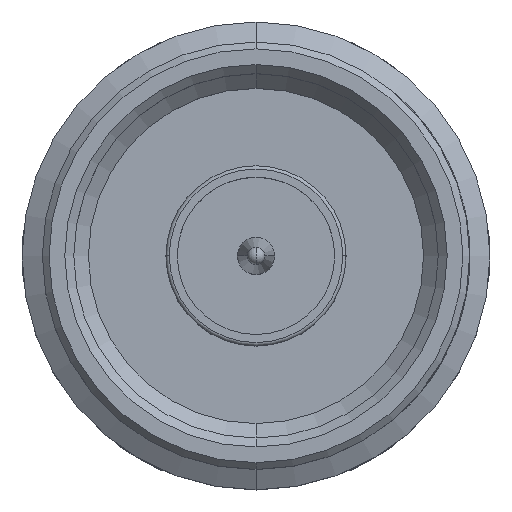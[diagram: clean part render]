
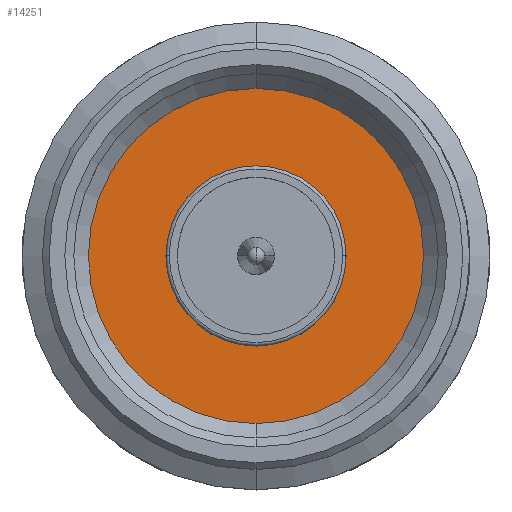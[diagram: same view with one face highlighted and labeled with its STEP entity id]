
A CAD part, top view. The second image highlights one B-rep face of the part: STEP entity #14251.
In plain terms, the highlighted planar face has unit normal (0, 0, 1).
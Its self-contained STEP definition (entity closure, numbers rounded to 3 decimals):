
#240 = CIRCLE ( 'NONE', #8922, 7.45 ) ;
#546 = ORIENTED_EDGE ( 'NONE', *, *, #6392, .T. ) ;
#2127 = EDGE_LOOP ( 'NONE', ( #9742, #5719 ) ) ;
#2555 = CARTESIAN_POINT ( 'NONE',  ( 0., 0., -4.795 ) ) ;
#2744 = DIRECTION ( 'NONE',  ( 0., 0., 1. ) ) ;
#2910 = CARTESIAN_POINT ( 'NONE',  ( 0., 7.45, -4.795 ) ) ;
#3510 = DIRECTION ( 'NONE',  ( 0., 0., -1. ) ) ;
#3687 = DIRECTION ( 'NONE',  ( -1., 0., 0. ) ) ;
#3771 = CARTESIAN_POINT ( 'NONE',  ( 0., 0., -4.795 ) ) ;
#3800 = CIRCLE ( 'NONE', #11630, 7.45 ) ;
#4293 = CARTESIAN_POINT ( 'NONE',  ( -4.005, 0., -4.795 ) ) ;
#4349 = CARTESIAN_POINT ( 'NONE',  ( 0., -7.45, -4.795 ) ) ;
#4364 = DIRECTION ( 'NONE',  ( -1., 0., 0. ) ) ;
#4854 = DIRECTION ( 'NONE',  ( -1., 0., 0. ) ) ;
#5312 = VERTEX_POINT ( 'NONE', #4349 ) ;
#5719 = ORIENTED_EDGE ( 'NONE', *, *, #13517, .T. ) ;
#5768 = AXIS2_PLACEMENT_3D ( 'NONE', #10198, #3510, #11348 ) ;
#5849 = AXIS2_PLACEMENT_3D ( 'NONE', #9948, #11091, #4364 ) ;
#5929 = FACE_OUTER_BOUND ( 'NONE', #9506, .T. ) ;
#6392 = EDGE_CURVE ( 'NONE', #5312, #13428, #3800, .T. ) ;
#6792 = EDGE_CURVE ( 'NONE', #8568, #8529, #14341, .T. ) ;
#7352 = CIRCLE ( 'NONE', #13329, 4.005 ) ;
#7909 = ORIENTED_EDGE ( 'NONE', *, *, #12846, .T. ) ;
#8529 = VERTEX_POINT ( 'NONE', #4293 ) ;
#8568 = VERTEX_POINT ( 'NONE', #13476 ) ;
#8922 = AXIS2_PLACEMENT_3D ( 'NONE', #3771, #11615, #4854 ) ;
#9421 = CARTESIAN_POINT ( 'NONE',  ( 0., 0., -4.795 ) ) ;
#9506 = EDGE_LOOP ( 'NONE', ( #546, #7909 ) ) ;
#9742 = ORIENTED_EDGE ( 'NONE', *, *, #6792, .T. ) ;
#9948 = CARTESIAN_POINT ( 'NONE',  ( 0., 0., -4.795 ) ) ;
#10198 = CARTESIAN_POINT ( 'NONE',  ( 0., 0., -4.795 ) ) ;
#10376 = DIRECTION ( 'NONE',  ( 0., 0., -1. ) ) ;
#10554 = DIRECTION ( 'NONE',  ( -1., 0., 0. ) ) ;
#11091 = DIRECTION ( 'NONE',  ( 0., 0., -1. ) ) ;
#11348 = DIRECTION ( 'NONE',  ( -1., 0., 0. ) ) ;
#11615 = DIRECTION ( 'NONE',  ( 0., 0., 1. ) ) ;
#11630 = AXIS2_PLACEMENT_3D ( 'NONE', #9421, #2744, #10554 ) ;
#11940 = FACE_BOUND ( 'NONE', #2127, .T. ) ;
#12846 = EDGE_CURVE ( 'NONE', #13428, #5312, #240, .T. ) ;
#13303 = PLANE ( 'NONE',  #5849 ) ;
#13329 = AXIS2_PLACEMENT_3D ( 'NONE', #2555, #10376, #3687 ) ;
#13428 = VERTEX_POINT ( 'NONE', #2910 ) ;
#13476 = CARTESIAN_POINT ( 'NONE',  ( 4.005, 0., -4.795 ) ) ;
#13517 = EDGE_CURVE ( 'NONE', #8529, #8568, #7352, .T. ) ;
#14251 = ADVANCED_FACE ( 'NONE', ( #11940, #5929 ), #13303, .F. ) ;
#14341 = CIRCLE ( 'NONE', #5768, 4.005 ) ;
